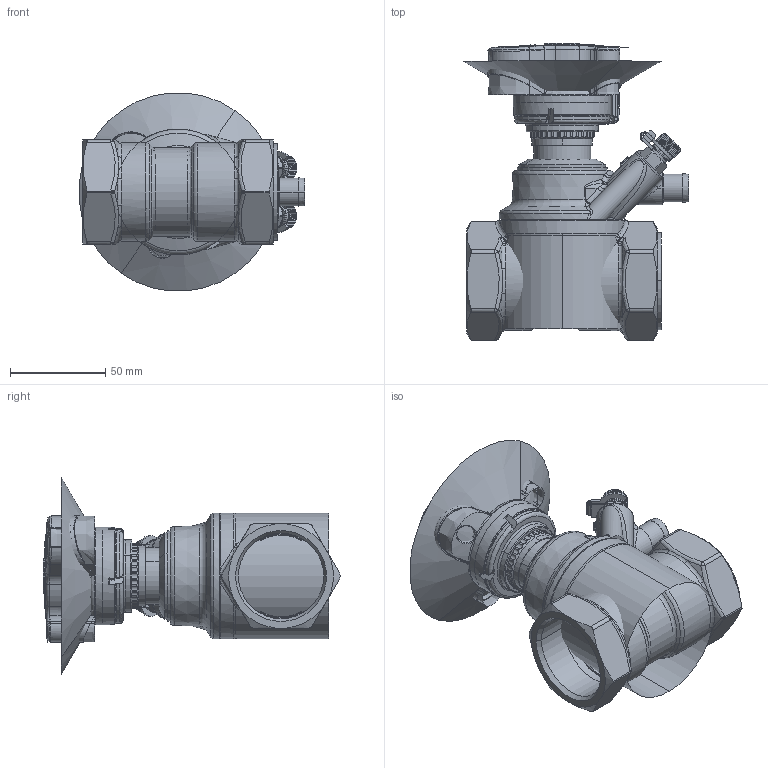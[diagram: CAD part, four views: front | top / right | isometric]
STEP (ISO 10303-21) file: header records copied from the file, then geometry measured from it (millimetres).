
FILE_DESCRIPTION((''),'2;1');
FILE_NAME('MSV_BD_40_SIMPLE_ASM','2015-08-26T',('u317927'),('Danfoss'),'PRO/ENGINEER BY PARAMETRIC TECHNOLOGY CORPORATION, 2014000','PRO/ENGINEER BY PARAMETRIC TECHNOLOGY CORPORATION, 2014000','');
FILE_SCHEMA(('CONFIG_CONTROL_DESIGN'));
Length unit declared in the file: millimetre
Products named in the file (21): 003Z4405; 003Z4565; 003Z4577; 003Z4588; 003Z4594; MESSNIPPEL_BERTLET; 003Z4583; MESSNIPPEL_ASSY_SIMPLE_ASM; STRIP_MONT_SIMPLE_BLUE; STRIP_MONT_SIMPLE_RED; 003Z4601; 003Z4604; SML-SOKKEL_SIMPLE_ASM; 003Z4609; SP_013G5938; 003Z4610; 003Z4629; 003Z4905_SIMPLE_ASM; 003Z4621; 003Z4613; MSV_BD_40_SIMPLE_ASM
Assembly tree (21 placements, depth 3):
  MSV_BD_40_SIMPLE_ASM
    003Z4405
    003Z4565
    003Z4577
    003Z4588
    003Z4594
    MESSNIPPEL_ASSY_SIMPLE_ASM  x2
      MESSNIPPEL_BERTLET
      003Z4583
    STRIP_MONT_SIMPLE_BLUE
    STRIP_MONT_SIMPLE_RED
    003Z4905_SIMPLE_ASM
      003Z4601
      003Z4604
      SML-SOKKEL_SIMPLE_ASM
      003Z4609
      SP_013G5938
      003Z4610
      003Z4629
    003Z4621
    003Z4613
Bounding box: 118.61 x 156.46 x 104.03 mm (x, y, z)
Volume: 186690.2 mm3; surface area: 194605.7 mm2
Topology: 19 solids, 50 shells, 5027 faces, 13287 edges, 8409 vertices
Faces by surface type: plane 1547, cylinder 1069, cone 942, torus 478, extrusion 453, bspline 437, sphere 101
Entity records: 194199 total; most frequent: CARTESIAN_POINT 83003, ORIENTED_EDGE 24861, DIRECTION 20431, EDGE_CURVE 12657, VERTEX_POINT 8018, AXIS2_PLACEMENT_3D 7893, B_SPLINE_CURVE_WITH_KNOTS 4995, EDGE_LOOP 4982
